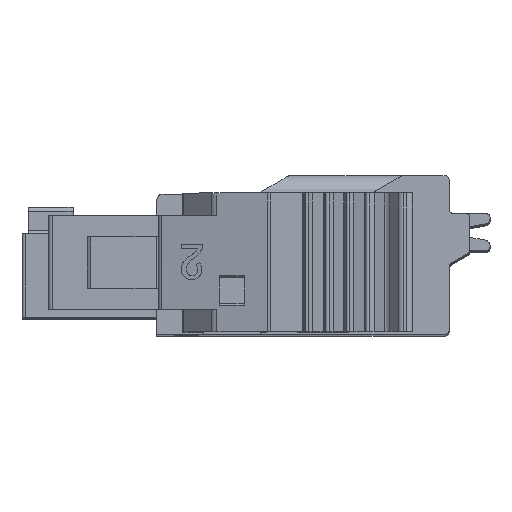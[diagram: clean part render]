
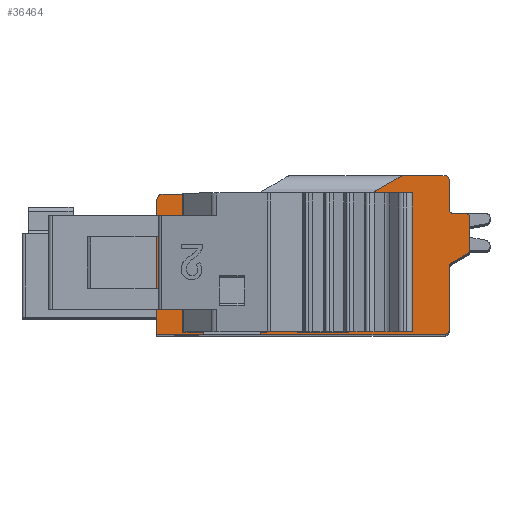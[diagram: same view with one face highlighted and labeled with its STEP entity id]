
A CAD part, top view. The second image highlights one B-rep face of the part: STEP entity #36464.
In plain terms, the highlighted planar face has unit normal (0, 0, 1).
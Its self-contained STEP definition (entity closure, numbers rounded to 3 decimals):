
#3955=DIRECTION('',(0.,-1.,0.));
#3956=VECTOR('',#3955,6.75);
#3957=CARTESIAN_POINT('',(26.932,23.438,68.775));
#3958=LINE('',#3957,#3956);
#3959=DIRECTION('',(1.,0.,0.));
#3960=VECTOR('',#3959,2.497);
#3961=CARTESIAN_POINT('',(27.901,23.438,68.775));
#3962=LINE('',#3961,#3960);
#3963=DIRECTION('',(0.866,0.5,0.));
#3964=VECTOR('',#3963,1.8);
#3965=CARTESIAN_POINT('',(30.397,23.438,68.775));
#3966=LINE('',#3965,#3964);
#3967=DIRECTION('',(1.,0.,0.));
#3968=VECTOR('',#3967,2.1);
#3969=CARTESIAN_POINT('',(31.956,24.338,68.775));
#3970=LINE('',#3969,#3968);
#3971=CARTESIAN_POINT('',(34.056,24.138,68.775));
#3972=DIRECTION('',(0.,0.,-1.));
#3973=DIRECTION('',(0.,1.,0.));
#3974=AXIS2_PLACEMENT_3D('',#3971,#3972,#3973);
#3976=DIRECTION('',(0.,-1.,0.));
#3977=VECTOR('',#3976,1.45);
#3978=CARTESIAN_POINT('',(34.256,24.138,68.775));
#3979=LINE('',#3978,#3977);
#3980=CARTESIAN_POINT('',(34.456,22.688,68.775));
#3981=DIRECTION('',(0.,0.,1.));
#3982=DIRECTION('',(-1.,0.,0.));
#3983=AXIS2_PLACEMENT_3D('',#3980,#3981,#3982);
#3985=DIRECTION('',(1.,0.,0.));
#3986=VECTOR('',#3985,0.6);
#3987=CARTESIAN_POINT('',(34.456,22.488,68.775));
#3988=LINE('',#3987,#3986);
#3989=CARTESIAN_POINT('',(35.056,22.288,68.775));
#3990=DIRECTION('',(0.,0.,-1.));
#3991=DIRECTION('',(0.,1.,0.));
#3992=AXIS2_PLACEMENT_3D('',#3989,#3990,#3991);
#3994=DIRECTION('',(0.,-1.,0.));
#3995=VECTOR('',#3994,1.585);
#3996=CARTESIAN_POINT('',(35.256,22.288,68.775));
#3997=LINE('',#3996,#3995);
#3998=CARTESIAN_POINT('',(35.056,20.703,68.775));
#3999=DIRECTION('',(0.,0.,-1.));
#4000=DIRECTION('',(1.,0.,0.));
#4001=AXIS2_PLACEMENT_3D('',#3998,#3999,#4000);
#4003=DIRECTION('',(-0.866,-0.5,0.));
#4004=VECTOR('',#4003,0.924);
#4005=CARTESIAN_POINT('',(35.156,20.53,68.775));
#4006=LINE('',#4005,#4004);
#4007=CARTESIAN_POINT('',(34.456,19.895,68.775));
#4008=DIRECTION('',(0.,0.,1.));
#4009=DIRECTION('',(-0.5,0.866,0.));
#4010=AXIS2_PLACEMENT_3D('',#4007,#4008,#4009);
#4012=DIRECTION('',(0.,-1.,0.));
#4013=VECTOR('',#4012,3.107);
#4014=CARTESIAN_POINT('',(34.256,19.895,68.775));
#4015=LINE('',#4014,#4013);
#4016=CARTESIAN_POINT('',(34.056,16.788,68.775));
#4017=DIRECTION('',(0.,0.,-1.));
#4018=DIRECTION('',(1.,0.,0.));
#4019=AXIS2_PLACEMENT_3D('',#4016,#4017,#4018);
#4021=DIRECTION('',(-1.,0.,0.));
#4022=VECTOR('',#4021,14.1);
#4023=CARTESIAN_POINT('',(34.056,16.588,68.775));
#4024=LINE('',#4023,#4022);
#4025=DIRECTION('',(0.,1.,0.));
#4026=VECTOR('',#4025,6.55);
#4027=CARTESIAN_POINT('',(19.956,16.588,68.775));
#4028=LINE('',#4027,#4026);
#4029=CARTESIAN_POINT('',(20.256,23.138,68.775));
#4030=DIRECTION('',(0.,0.,-1.));
#4031=DIRECTION('',(-1.,-0.001,0.));
#4032=AXIS2_PLACEMENT_3D('',#4029,#4030,#4031);
#4034=DIRECTION('',(1.,0.,0.));
#4035=VECTOR('',#4034,6.676);
#4036=CARTESIAN_POINT('',(20.256,23.438,68.775));
#4037=LINE('',#4036,#4035);
#4038=DIRECTION('',(0.,-1.,0.));
#4039=VECTOR('',#4038,5.73);
#4040=CARTESIAN_POINT('',(22.765,22.468,68.775));
#4041=LINE('',#4040,#4039);
#4042=DIRECTION('',(0.,1.,0.));
#4043=VECTOR('',#4042,5.73);
#4044=CARTESIAN_POINT('',(24.486,16.738,68.775));
#4045=LINE('',#4044,#4043);
#4054=DIRECTION('',(0.,-1.,0.));
#4055=VECTOR('',#4054,6.75);
#4056=CARTESIAN_POINT('',(27.901,23.438,68.775));
#4057=LINE('',#4056,#4055);
#4198=DIRECTION('',(-1.,0.,0.));
#4199=VECTOR('',#4198,0.968);
#4200=CARTESIAN_POINT('',(27.901,16.688,68.775));
#4201=LINE('',#4200,#4199);
#4825=DIRECTION('',(-1.,0.,0.));
#4826=VECTOR('',#4825,1.721);
#4827=CARTESIAN_POINT('',(24.486,16.738,68.775));
#4828=LINE('',#4827,#4826);
#4841=DIRECTION('',(1.,0.,0.));
#4842=VECTOR('',#4841,1.721);
#4843=CARTESIAN_POINT('',(22.765,22.468,68.775));
#4844=LINE('',#4843,#4842);
#24640=CARTESIAN_POINT('',(34.256,19.895,68.775));
#24641=CARTESIAN_POINT('',(34.256,16.788,68.775));
#24642=VERTEX_POINT('',#24640);
#24643=VERTEX_POINT('',#24641);
#24903=CARTESIAN_POINT('',(34.056,16.588,68.775));
#24904=VERTEX_POINT('',#24903);
#24909=CARTESIAN_POINT('',(19.956,16.588,68.775));
#24910=VERTEX_POINT('',#24909);
#25243=CARTESIAN_POINT('',(30.397,23.438,68.775));
#25244=VERTEX_POINT('',#25243);
#25245=CARTESIAN_POINT('',(27.901,23.438,68.775));
#25246=VERTEX_POINT('',#25245);
#25253=CARTESIAN_POINT('',(26.932,23.438,68.775));
#25254=VERTEX_POINT('',#25253);
#25255=CARTESIAN_POINT('',(20.256,23.438,68.775));
#25256=VERTEX_POINT('',#25255);
#25407=CARTESIAN_POINT('',(34.056,24.338,68.775));
#25408=VERTEX_POINT('',#25407);
#25409=CARTESIAN_POINT('',(31.956,24.338,68.775));
#25410=VERTEX_POINT('',#25409);
#25807=CARTESIAN_POINT('',(34.256,24.138,68.775));
#25808=VERTEX_POINT('',#25807);
#25831=CARTESIAN_POINT('',(34.256,22.688,68.775));
#25832=VERTEX_POINT('',#25831);
#26199=CARTESIAN_POINT('',(34.356,20.068,68.775));
#26200=VERTEX_POINT('',#26199);
#26201=CARTESIAN_POINT('',(35.156,20.53,68.775));
#26202=VERTEX_POINT('',#26201);
#26203=CARTESIAN_POINT('',(26.932,16.688,68.775));
#26204=VERTEX_POINT('',#26203);
#26205=CARTESIAN_POINT('',(27.901,16.688,68.775));
#26206=VERTEX_POINT('',#26205);
#26207=CARTESIAN_POINT('',(34.456,22.488,68.775));
#26208=VERTEX_POINT('',#26207);
#26209=CARTESIAN_POINT('',(35.056,22.488,68.775));
#26210=VERTEX_POINT('',#26209);
#26211=CARTESIAN_POINT('',(35.256,22.288,68.775));
#26212=VERTEX_POINT('',#26211);
#26213=CARTESIAN_POINT('',(35.256,20.703,68.775));
#26214=VERTEX_POINT('',#26213);
#26215=CARTESIAN_POINT('',(19.956,23.138,68.775));
#26216=VERTEX_POINT('',#26215);
#26217=CARTESIAN_POINT('',(22.765,22.468,68.775));
#26218=CARTESIAN_POINT('',(22.765,16.738,68.775));
#26219=VERTEX_POINT('',#26217);
#26220=VERTEX_POINT('',#26218);
#26221=CARTESIAN_POINT('',(24.486,16.738,68.775));
#26222=VERTEX_POINT('',#26221);
#26223=CARTESIAN_POINT('',(24.486,22.468,68.775));
#26224=VERTEX_POINT('',#26223);
#36414=CARTESIAN_POINT('',(26.228,21.108,68.775));
#36415=DIRECTION('',(0.,0.,1.));
#36416=DIRECTION('',(1.,0.,0.));
#36417=AXIS2_PLACEMENT_3D('',#36414,#36415,#36416);
#36418=PLANE('',#36417);
#36420=ORIENTED_EDGE('',*,*,#36419,.T.);
#36422=ORIENTED_EDGE('',*,*,#36421,.F.);
#36424=ORIENTED_EDGE('',*,*,#36423,.F.);
#36425=ORIENTED_EDGE('',*,*,#35165,.T.);
#36427=ORIENTED_EDGE('',*,*,#36426,.T.);
#36428=ORIENTED_EDGE('',*,*,#35357,.T.);
#36429=ORIENTED_EDGE('',*,*,#35837,.T.);
#36430=ORIENTED_EDGE('',*,*,#35871,.T.);
#36432=ORIENTED_EDGE('',*,*,#36431,.T.);
#36434=ORIENTED_EDGE('',*,*,#36433,.T.);
#36436=ORIENTED_EDGE('',*,*,#36435,.T.);
#36438=ORIENTED_EDGE('',*,*,#36437,.T.);
#36440=ORIENTED_EDGE('',*,*,#36439,.T.);
#36441=ORIENTED_EDGE('',*,*,#36406,.T.);
#36442=ORIENTED_EDGE('',*,*,#36395,.T.);
#36443=ORIENTED_EDGE('',*,*,#31709,.T.);
#36444=ORIENTED_EDGE('',*,*,#35068,.T.);
#36446=ORIENTED_EDGE('',*,*,#36445,.T.);
#36448=ORIENTED_EDGE('',*,*,#36447,.T.);
#36450=ORIENTED_EDGE('',*,*,#36449,.T.);
#36451=ORIENTED_EDGE('',*,*,#35175,.T.);
#36452=EDGE_LOOP('',(#36420,#36422,#36424,#36425,#36427,#36428,#36429,#36430,
#36432,#36434,#36436,#36438,#36440,#36441,#36442,#36443,#36444,#36446,#36448,
#36450,#36451));
#36453=FACE_OUTER_BOUND('',#36452,.F.);
#36455=ORIENTED_EDGE('',*,*,#36454,.T.);
#36457=ORIENTED_EDGE('',*,*,#36456,.F.);
#36459=ORIENTED_EDGE('',*,*,#36458,.T.);
#36461=ORIENTED_EDGE('',*,*,#36460,.F.);
#36462=EDGE_LOOP('',(#36455,#36457,#36459,#36461));
#36463=FACE_BOUND('',#36462,.F.);
#3975=CIRCLE('',#3974,0.2);
#3984=CIRCLE('',#3983,0.2);
#3993=CIRCLE('',#3992,0.2);
#4002=CIRCLE('',#4001,0.2);
#4011=CIRCLE('',#4010,0.2);
#4020=CIRCLE('',#4019,0.2);
#4033=CIRCLE('',#4032,0.3);
#31709=EDGE_CURVE('',#24642,#24643,#4015,.T.);
#35068=EDGE_CURVE('',#24643,#24904,#4020,.T.);
#35165=EDGE_CURVE('',#25246,#25244,#3962,.T.);
#35175=EDGE_CURVE('',#25256,#25254,#4037,.T.);
#35357=EDGE_CURVE('',#25410,#25408,#3970,.T.);
#35837=EDGE_CURVE('',#25408,#25808,#3975,.T.);
#35871=EDGE_CURVE('',#25808,#25832,#3979,.T.);
#36395=EDGE_CURVE('',#26200,#24642,#4011,.T.);
#36406=EDGE_CURVE('',#26202,#26200,#4006,.T.);
#36419=EDGE_CURVE('',#25254,#26204,#3958,.T.);
#36421=EDGE_CURVE('',#26206,#26204,#4201,.T.);
#36423=EDGE_CURVE('',#25246,#26206,#4057,.T.);
#36426=EDGE_CURVE('',#25244,#25410,#3966,.T.);
#36431=EDGE_CURVE('',#25832,#26208,#3984,.T.);
#36433=EDGE_CURVE('',#26208,#26210,#3988,.T.);
#36435=EDGE_CURVE('',#26210,#26212,#3993,.T.);
#36437=EDGE_CURVE('',#26212,#26214,#3997,.T.);
#36439=EDGE_CURVE('',#26214,#26202,#4002,.T.);
#36445=EDGE_CURVE('',#24904,#24910,#4024,.T.);
#36447=EDGE_CURVE('',#24910,#26216,#4028,.T.);
#36449=EDGE_CURVE('',#26216,#25256,#4033,.T.);
#36454=EDGE_CURVE('',#26219,#26220,#4041,.T.);
#36456=EDGE_CURVE('',#26222,#26220,#4828,.T.);
#36458=EDGE_CURVE('',#26222,#26224,#4045,.T.);
#36460=EDGE_CURVE('',#26219,#26224,#4844,.T.);
#36464=ADVANCED_FACE('',(#36453,#36463),#36418,.T.);
